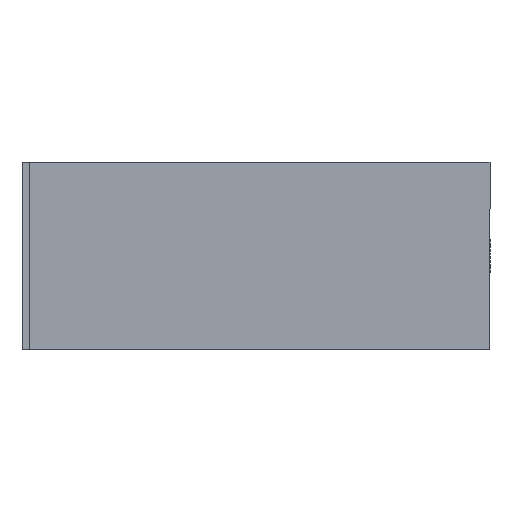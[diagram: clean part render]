
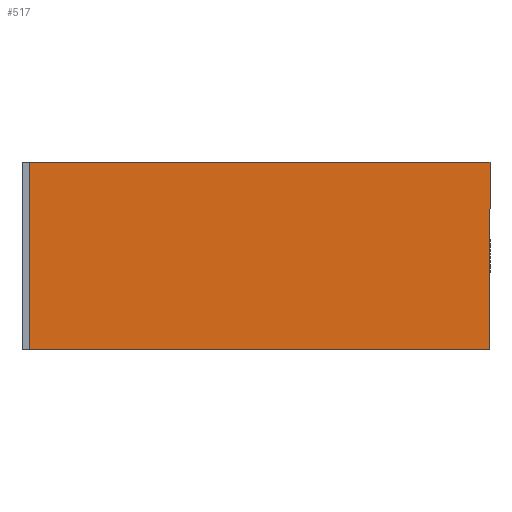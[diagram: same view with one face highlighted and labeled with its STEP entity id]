
A CAD part, left-side view. The second image highlights one B-rep face of the part: STEP entity #517.
In plain terms, the highlighted planar face has unit normal (-1, 0, 0).
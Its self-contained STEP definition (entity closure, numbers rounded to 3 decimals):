
#47=FACE_OUTER_BOUND('',#74,.T.);
#74=EDGE_LOOP('',(#367,#368,#369,#370,#371,#372,#373,#374));
#116=LINE('',#771,#180);
#117=LINE('',#773,#181);
#118=LINE('',#775,#182);
#119=LINE('',#777,#183);
#120=LINE('',#779,#184);
#121=LINE('',#781,#185);
#122=LINE('',#783,#186);
#123=LINE('',#784,#187);
#180=VECTOR('',#625,10.);
#181=VECTOR('',#626,10.);
#182=VECTOR('',#627,10.);
#183=VECTOR('',#628,10.);
#184=VECTOR('',#629,10.);
#185=VECTOR('',#630,10.);
#186=VECTOR('',#631,10.);
#187=VECTOR('',#632,10.);
#245=VERTEX_POINT('',#769);
#246=VERTEX_POINT('',#770);
#247=VERTEX_POINT('',#772);
#248=VERTEX_POINT('',#774);
#249=VERTEX_POINT('',#776);
#250=VERTEX_POINT('',#778);
#251=VERTEX_POINT('',#780);
#252=VERTEX_POINT('',#782);
#294=EDGE_CURVE('',#245,#246,#116,.T.);
#295=EDGE_CURVE('',#246,#247,#117,.T.);
#296=EDGE_CURVE('',#248,#247,#118,.T.);
#297=EDGE_CURVE('',#248,#249,#119,.T.);
#298=EDGE_CURVE('',#249,#250,#120,.T.);
#299=EDGE_CURVE('',#251,#250,#121,.T.);
#300=EDGE_CURVE('',#252,#251,#122,.T.);
#301=EDGE_CURVE('',#252,#245,#123,.T.);
#367=ORIENTED_EDGE('',*,*,#294,.T.);
#368=ORIENTED_EDGE('',*,*,#295,.T.);
#369=ORIENTED_EDGE('',*,*,#296,.F.);
#370=ORIENTED_EDGE('',*,*,#297,.T.);
#371=ORIENTED_EDGE('',*,*,#298,.T.);
#372=ORIENTED_EDGE('',*,*,#299,.F.);
#373=ORIENTED_EDGE('',*,*,#300,.F.);
#374=ORIENTED_EDGE('',*,*,#301,.T.);
#495=PLANE('',#568);
#517=ADVANCED_FACE('',(#47),#495,.F.);
#568=AXIS2_PLACEMENT_3D('',#768,#623,#624);
#623=DIRECTION('center_axis',(1.,0.,0.));
#624=DIRECTION('ref_axis',(0.,0.,-1.));
#625=DIRECTION('',(0.,1.,0.));
#626=DIRECTION('',(0.,0.,-1.));
#627=DIRECTION('',(0.,1.,0.));
#628=DIRECTION('',(0.,-1.,0.));
#629=DIRECTION('',(0.,-1.,0.));
#630=DIRECTION('',(0.,0.,-1.));
#631=DIRECTION('',(0.,-1.,0.));
#632=DIRECTION('',(0.,1.,0.));
#768=CARTESIAN_POINT('Origin',(0.,50.,-20.));
#769=CARTESIAN_POINT('',(0.,97.,0.));
#770=CARTESIAN_POINT('',(0.,98.5,0.));
#771=CARTESIAN_POINT('',(0.,25.75,0.));
#772=CARTESIAN_POINT('',(0.,98.5,-40.));
#773=CARTESIAN_POINT('',(0.,98.5,-20.));
#774=CARTESIAN_POINT('',(0.,97.,-40.));
#775=CARTESIAN_POINT('',(0.,25.,-40.));
#776=CARTESIAN_POINT('',(0.,3.,-40.));
#777=CARTESIAN_POINT('',(0.,100.,-40.));
#778=CARTESIAN_POINT('',(0.,0.,-40.));
#779=CARTESIAN_POINT('',(0.,25.,-40.));
#780=CARTESIAN_POINT('',(0.,0.,0.));
#781=CARTESIAN_POINT('',(0.,0.,-20.));
#782=CARTESIAN_POINT('',(0.,3.,0.));
#783=CARTESIAN_POINT('',(0.,25.75,0.));
#784=CARTESIAN_POINT('',(0.,0.,0.));
